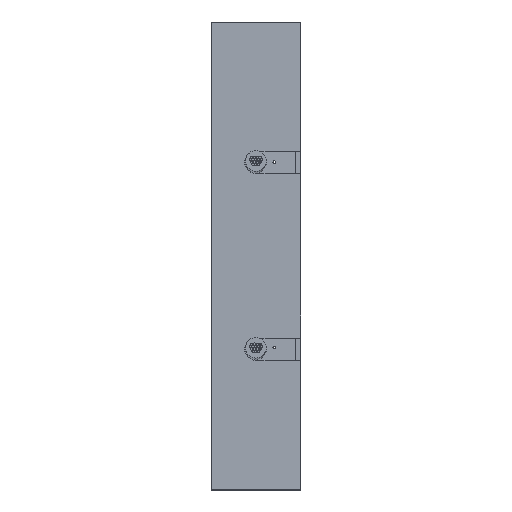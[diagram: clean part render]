
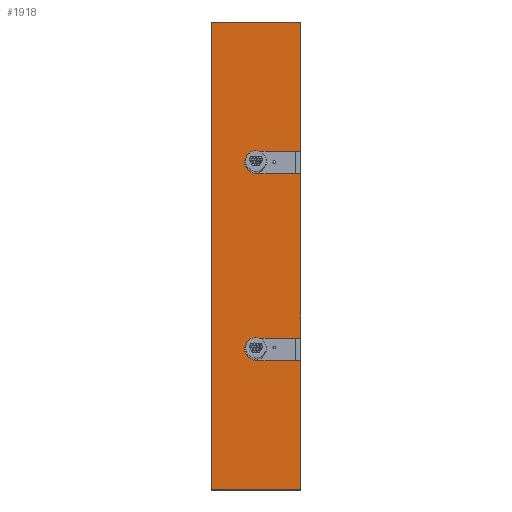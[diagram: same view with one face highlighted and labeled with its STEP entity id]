
A CAD part, top view. The second image highlights one B-rep face of the part: STEP entity #1918.
In plain terms, the highlighted face is planar.
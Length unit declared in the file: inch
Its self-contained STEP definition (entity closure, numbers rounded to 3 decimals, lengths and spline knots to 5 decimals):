
#9=DIRECTION('',(0.,0.,1.));
#10=VECTOR('',#9,1.969);
#11=CARTESIAN_POINT('',(-0.1875,0.5,-0.9845));
#12=LINE('',#11,#10);
#361=DIRECTION('',(1.,0.,0.));
#362=VECTOR('',#361,0.375);
#363=CARTESIAN_POINT('',(-0.1875,0.5,0.9845));
#364=LINE('',#363,#362);
#365=DIRECTION('',(-1.,0.,0.));
#366=VECTOR('',#365,0.188);
#367=CARTESIAN_POINT('',(0.1875,0.5,-0.4405));
#368=LINE('',#367,#366);
#369=CARTESIAN_POINT('',(-0.0005,0.5,-0.3935));
#370=DIRECTION('',(0.,1.,0.));
#371=DIRECTION('',(0.,0.,-1.));
#372=AXIS2_PLACEMENT_3D('',#369,#370,#371);
#374=DIRECTION('',(-1.,0.,0.));
#375=VECTOR('',#374,0.188);
#376=CARTESIAN_POINT('',(0.1875,0.5,-0.3465));
#377=LINE('',#376,#375);
#378=DIRECTION('',(-1.,0.,0.));
#379=VECTOR('',#378,0.188);
#380=CARTESIAN_POINT('',(0.1875,0.5,0.3465));
#381=LINE('',#380,#379);
#382=CARTESIAN_POINT('',(-0.0005,0.5,0.3935));
#383=DIRECTION('',(0.,1.,0.));
#384=DIRECTION('',(0.,0.,-1.));
#385=AXIS2_PLACEMENT_3D('',#382,#383,#384);
#387=DIRECTION('',(-1.,0.,0.));
#388=VECTOR('',#387,0.188);
#389=CARTESIAN_POINT('',(0.1875,0.5,0.4405));
#390=LINE('',#389,#388);
#391=DIRECTION('',(1.,0.,0.));
#392=VECTOR('',#391,0.375);
#393=CARTESIAN_POINT('',(-0.1875,0.5,-0.9845));
#394=LINE('',#393,#392);
#399=DIRECTION('',(0.,0.,1.));
#400=VECTOR('',#399,0.544);
#401=CARTESIAN_POINT('',(0.1875,0.5,-0.9845));
#402=LINE('',#401,#400);
#415=DIRECTION('',(0.,0.,1.));
#416=VECTOR('',#415,0.544);
#417=CARTESIAN_POINT('',(0.1875,0.5,0.4405));
#418=LINE('',#417,#416);
#455=DIRECTION('',(0.,0.,1.));
#456=VECTOR('',#455,0.693);
#457=CARTESIAN_POINT('',(0.1875,0.5,-0.3465));
#458=LINE('',#457,#456);
#1289=CARTESIAN_POINT('',(-0.1875,0.5,-0.9845));
#1290=VERTEX_POINT('',#1289);
#1291=CARTESIAN_POINT('',(-0.1875,0.5,0.9845));
#1292=VERTEX_POINT('',#1291);
#1297=CARTESIAN_POINT('',(0.1875,0.5,-0.9845));
#1298=VERTEX_POINT('',#1297);
#1299=CARTESIAN_POINT('',(0.1875,0.5,0.9845));
#1300=VERTEX_POINT('',#1299);
#1334=CARTESIAN_POINT('',(0.1875,0.5,-0.4405));
#1336=VERTEX_POINT('',#1334);
#1338=CARTESIAN_POINT('',(0.1875,0.5,-0.3465));
#1340=VERTEX_POINT('',#1338);
#1342=CARTESIAN_POINT('',(0.1875,0.5,0.3465));
#1344=VERTEX_POINT('',#1342);
#1346=CARTESIAN_POINT('',(0.1875,0.5,0.4405));
#1348=VERTEX_POINT('',#1346);
#1349=CARTESIAN_POINT('',(-0.0005,0.5,-0.4405));
#1350=VERTEX_POINT('',#1349);
#1351=CARTESIAN_POINT('',(-0.0005,0.5,-0.3465));
#1352=VERTEX_POINT('',#1351);
#1353=CARTESIAN_POINT('',(-0.0005,0.5,0.3465));
#1354=VERTEX_POINT('',#1353);
#1355=CARTESIAN_POINT('',(-0.0005,0.5,0.4405));
#1356=VERTEX_POINT('',#1355);
#1889=CARTESIAN_POINT('',(-0.1875,0.5,-0.9845));
#1890=DIRECTION('',(0.,1.,0.));
#1891=DIRECTION('',(0.,0.,1.));
#1892=AXIS2_PLACEMENT_3D('',#1889,#1890,#1891);
#1893=PLANE('',#1892);
#1895=ORIENTED_EDGE('',*,*,#1894,.T.);
#1897=ORIENTED_EDGE('',*,*,#1896,.T.);
#1899=ORIENTED_EDGE('',*,*,#1898,.F.);
#1901=ORIENTED_EDGE('',*,*,#1900,.T.);
#1903=ORIENTED_EDGE('',*,*,#1902,.T.);
#1905=ORIENTED_EDGE('',*,*,#1904,.T.);
#1907=ORIENTED_EDGE('',*,*,#1906,.F.);
#1909=ORIENTED_EDGE('',*,*,#1908,.T.);
#1910=ORIENTED_EDGE('',*,*,#1881,.F.);
#1911=ORIENTED_EDGE('',*,*,#1649,.F.);
#1913=ORIENTED_EDGE('',*,*,#1912,.T.);
#1915=ORIENTED_EDGE('',*,*,#1914,.T.);
#1916=EDGE_LOOP('',(#1895,#1897,#1899,#1901,#1903,#1905,#1907,#1909,#1910,#1911,
#1913,#1915));
#1917=FACE_OUTER_BOUND('',#1916,.F.);
#1918=ADVANCED_FACE('',(#1917),#1893,.T.);
#373=CIRCLE('',#372,0.047);
#386=CIRCLE('',#385,0.047);
#1649=EDGE_CURVE('',#1290,#1292,#12,.T.);
#1881=EDGE_CURVE('',#1292,#1300,#364,.T.);
#1894=EDGE_CURVE('',#1336,#1350,#368,.T.);
#1896=EDGE_CURVE('',#1350,#1352,#373,.T.);
#1898=EDGE_CURVE('',#1340,#1352,#377,.T.);
#1900=EDGE_CURVE('',#1340,#1344,#458,.T.);
#1902=EDGE_CURVE('',#1344,#1354,#381,.T.);
#1904=EDGE_CURVE('',#1354,#1356,#386,.T.);
#1906=EDGE_CURVE('',#1348,#1356,#390,.T.);
#1908=EDGE_CURVE('',#1348,#1300,#418,.T.);
#1912=EDGE_CURVE('',#1290,#1298,#394,.T.);
#1914=EDGE_CURVE('',#1298,#1336,#402,.T.);
